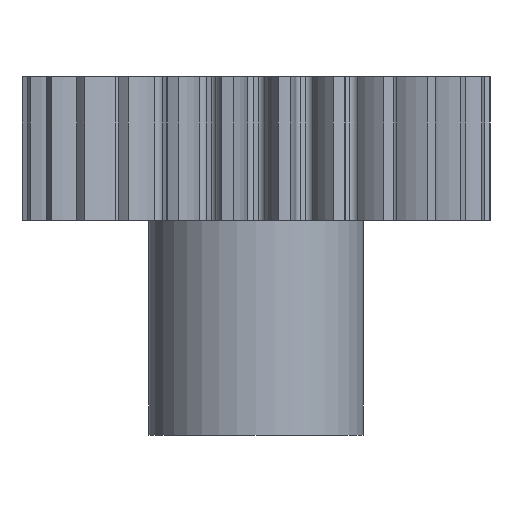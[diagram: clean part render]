
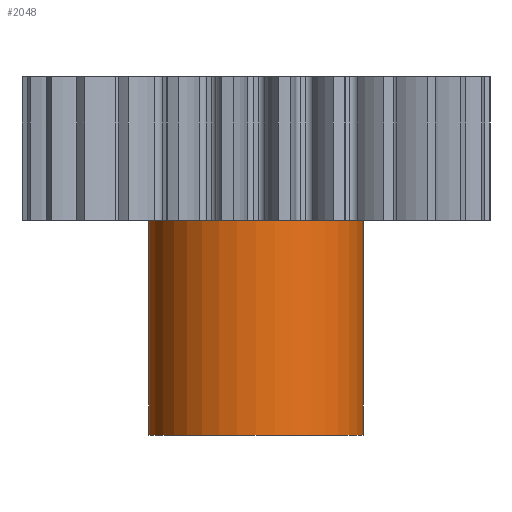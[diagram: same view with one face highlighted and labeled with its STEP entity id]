
A CAD part, front view. The second image highlights one B-rep face of the part: STEP entity #2048.
In plain terms, the highlighted cylindrical face has radius 4.5 mm (diameter 9 mm), a partial arc.
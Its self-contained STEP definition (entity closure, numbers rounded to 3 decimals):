
#1793 = EDGE_LOOP ( 'NONE', ( #2078, #2077, #2051, #2014 ) ) ;
#1794 = EDGE_CURVE ( 'NONE', #1799, #1985, #5236, .T. ) ;
#1799 = VERTEX_POINT ( 'NONE', #5165 ) ;
#1981 = VERTEX_POINT ( 'NONE', #5490 ) ;
#1982 = EDGE_CURVE ( 'NONE', #1981, #1985, #5481, .T. ) ;
#1985 = VERTEX_POINT ( 'NONE', #5491 ) ;
#1990 = EDGE_CURVE ( 'NONE', #2001, #1799, #4848, .T. ) ;
#2001 = VERTEX_POINT ( 'NONE', #5692 ) ;
#2014 = ORIENTED_EDGE ( 'NONE', *, *, #1794, .T. ) ;
#2048 = ADVANCED_FACE ( 'NONE', ( #5701 ), #5716, .T. ) ;
#2049 = EDGE_CURVE ( 'NONE', #1981, #2001, #5702, .T. ) ;
#2051 = ORIENTED_EDGE ( 'NONE', *, *, #1990, .T. ) ;
#2077 = ORIENTED_EDGE ( 'NONE', *, *, #2049, .T. ) ;
#2078 = ORIENTED_EDGE ( 'NONE', *, *, #1982, .F. ) ;
#4847 = CARTESIAN_POINT ( 'NONE',  ( 4.5, 0., -9. ) ) ;
#4848 = LINE ( 'NONE', #4847, #4875 ) ;
#4875 = VECTOR ( 'NONE', #4977, 1000. ) ;
#4977 = DIRECTION ( 'NONE',  ( 0., 0., 1. ) ) ;
#5165 = CARTESIAN_POINT ( 'NONE',  ( 4.5, 0., 1.5 ) ) ;
#5166 = DIRECTION ( 'NONE',  ( -1., 0., 0. ) ) ;
#5167 = DIRECTION ( 'NONE',  ( 0., 0., -1. ) ) ;
#5168 = CARTESIAN_POINT ( 'NONE',  ( 0., 0., 1.5 ) ) ;
#5169 = AXIS2_PLACEMENT_3D ( 'NONE', #5168, #5167, #5166 ) ;
#5236 = CIRCLE ( 'NONE', #5169, 4.5 ) ;
#5478 = DIRECTION ( 'NONE',  ( 0., 0., 1. ) ) ;
#5479 = VECTOR ( 'NONE', #5478, 1000. ) ;
#5480 = CARTESIAN_POINT ( 'NONE',  ( -4.5, 0., -9. ) ) ;
#5481 = LINE ( 'NONE', #5480, #5479 ) ;
#5490 = CARTESIAN_POINT ( 'NONE',  ( -4.5, 0., -9. ) ) ;
#5491 = CARTESIAN_POINT ( 'NONE',  ( -4.5, 0., 1.5 ) ) ;
#5519 = DIRECTION ( 'NONE',  ( 1., 0., 0. ) ) ;
#5520 = AXIS2_PLACEMENT_3D ( 'NONE', #5526, #5707, #5519 ) ;
#5525 = DIRECTION ( 'NONE',  ( 1., 0., 0. ) ) ;
#5526 = CARTESIAN_POINT ( 'NONE',  ( 0., 0., -9. ) ) ;
#5528 = DIRECTION ( 'NONE',  ( 0., 0., 1. ) ) ;
#5530 = CARTESIAN_POINT ( 'NONE',  ( 0., 0., -9. ) ) ;
#5692 = CARTESIAN_POINT ( 'NONE',  ( 4.5, 0., -9. ) ) ;
#5701 = FACE_OUTER_BOUND ( 'NONE', #1793, .T. ) ;
#5702 = CIRCLE ( 'NONE', #5520, 4.5 ) ;
#5707 = DIRECTION ( 'NONE',  ( 0., 0., 1. ) ) ;
#5716 = CYLINDRICAL_SURFACE ( 'NONE', #5728, 4.5 ) ;
#5728 = AXIS2_PLACEMENT_3D ( 'NONE', #5530, #5528, #5525 ) ;
